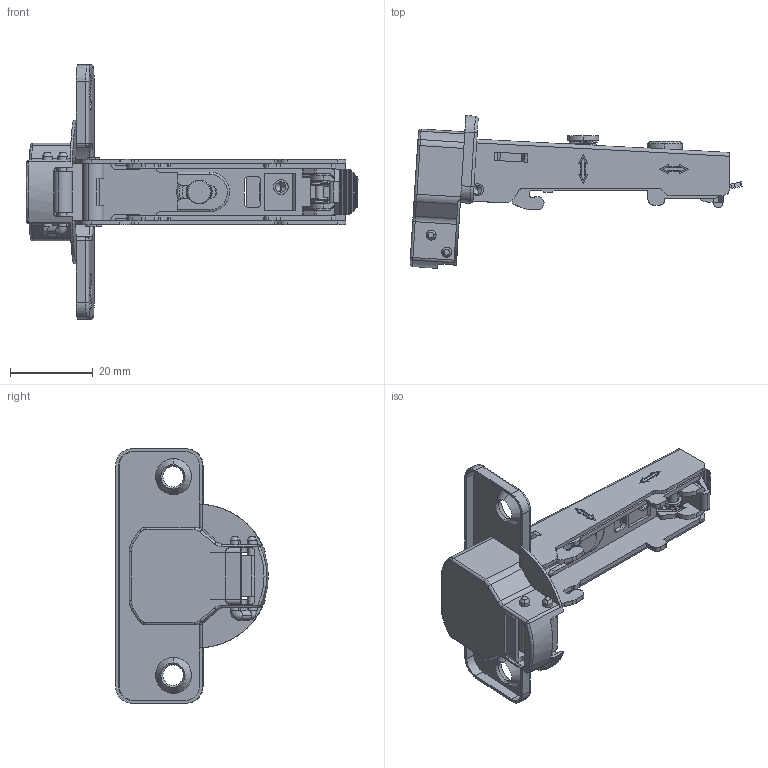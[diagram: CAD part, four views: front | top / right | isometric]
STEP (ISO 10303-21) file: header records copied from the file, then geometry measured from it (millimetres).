
FILE_DESCRIPTION (( 'STEP AP214' ), '1' );
FILE_NAME ('F000058,F000063-CLOSED_3D.step', '2022-06-06T12:54:40', ( '' ), ( '' ), 'SwSTEP 2.0', 'SolidWorks 2020', '' );
FILE_SCHEMA (( 'AUTOMOTIVE_DESIGN' ));
Length unit declared in the file: millimetre
Products named in the file (14): A19聾銅-1-NC40; c30-b2-2-NC40; 覃誹蹟佪-1-NC40; a19-htt-1-NC40; md29-178-1-NC40; 邧渀-1-NC40; C03瞳豝-NC40; C31A48-1-NC40; F000058,F000063-CLOSED_3D; a19-mb-2-NC40; pxt4-1-NC40; md29-186-1-NC40; 尕隊2.13.8-1-NC40; a19-06b-NC40
Assembly tree (13 placements, depth 2):
  F000058,F000063-CLOSED_3D
    a19-06b-NC40
    a19-htt-1-NC40
    a19-mb-2-NC40
    c30-b2-2-NC40
    md29-186-1-NC40
    pxt4-1-NC40
    邧渀-1-NC40
    C31A48-1-NC40
    覃誹蹟佪-1-NC40
    md29-178-1-NC40
    A19聾銅-1-NC40
    尕隊2.13.8-1-NC40
    C03瞳豝-NC40
Bounding box: 80.25 x 36.89 x 61.5 mm (x, y, z)
Volume: 8080.6 mm3; surface area: 18830.7 mm2
Topology: 13 solids, 13 shells, 955 faces, 2553 edges, 1633 vertices
Faces by surface type: plane 495, cylinder 351, bspline 73, cone 35, torus 1
Entity records: 35518 total; most frequent: CARTESIAN_POINT 11339, ORIENTED_EDGE 5080, DIRECTION 4808, EDGE_CURVE 2540, VERTEX_POINT 1633, AXIS2_PLACEMENT_3D 1603, LINE 1602, VECTOR 1602
